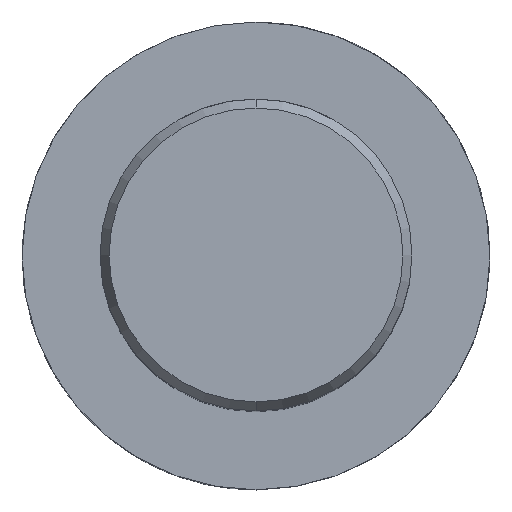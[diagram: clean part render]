
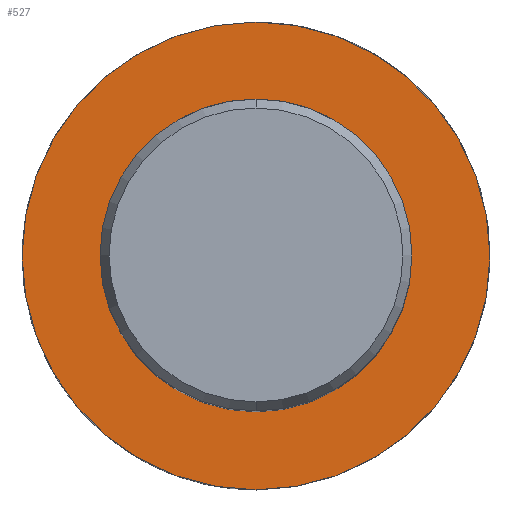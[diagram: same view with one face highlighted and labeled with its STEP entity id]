
A CAD part, top view. The second image highlights one B-rep face of the part: STEP entity #527.
In plain terms, the highlighted planar face has unit normal (0, 0, 1).
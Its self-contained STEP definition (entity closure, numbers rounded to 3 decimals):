
#527=ADVANCED_FACE('',(#1345,#1346),#1347,.T.);
#647=VERTEX_POINT('',#1475);
#737=EDGE_CURVE('',#1017,#1183,#1572,.T.);
#741=EDGE_CURVE('',#947,#647,#1576,.T.);
#807=EDGE_CURVE('',#647,#947,#1648,.T.);
#947=VERTEX_POINT('',#1803);
#1017=VERTEX_POINT('',#1882);
#1183=VERTEX_POINT('',#2066);
#1187=EDGE_CURVE('',#1183,#1017,#2070,.T.);
#1345=FACE_BOUND('',#2390,.T.);
#1346=FACE_OUTER_BOUND('',#2391,.T.);
#1347=PLANE('',#2392);
#1475=CARTESIAN_POINT('',(0.0,30.0,-70.0));
#1572=CIRCLE('',#3366,20.0);
#1576=CIRCLE('',#3373,30.0);
#1648=CIRCLE('',#3501,30.0);
#1803=CARTESIAN_POINT('',(0.,-30.0,-70.0));
#1882=CARTESIAN_POINT('',(0.0,20.0,-70.0));
#2066=CARTESIAN_POINT('',(0.,-20.0,-70.0));
#2070=CIRCLE('',#5091,20.0);
#2390=EDGE_LOOP('',(#5280,#5281));
#2391=EDGE_LOOP('',(#5282,#5283));
#2392=AXIS2_PLACEMENT_3D('',#5284,#5285,#5286);
#3366=AXIS2_PLACEMENT_3D('',#5468,#5469,#5470);
#3373=AXIS2_PLACEMENT_3D('',#5472,#5473,#5474);
#3501=AXIS2_PLACEMENT_3D('',#5558,#5559,#5560);
#5091=AXIS2_PLACEMENT_3D('',#6088,#6089,#6090);
#5280=ORIENTED_EDGE('',*,*,#737,.T.);
#5281=ORIENTED_EDGE('',*,*,#1187,.T.);
#5282=ORIENTED_EDGE('',*,*,#807,.F.);
#5283=ORIENTED_EDGE('',*,*,#741,.F.);
#5284=CARTESIAN_POINT('',(0.0,15.0,-70.0));
#5285=DIRECTION('',(-0.0,0.0,1.0));
#5286=DIRECTION('',(0.0,-1.0,0.0));
#5468=CARTESIAN_POINT('',(0.0,0.0,-70.0));
#5469=DIRECTION('',(-0.0,0.0,-1.0));
#5470=DIRECTION('',(0.0,1.0,0.0));
#5472=CARTESIAN_POINT('',(0.0,0.0,-70.0));
#5473=DIRECTION('',(0.0,0.0,-1.0));
#5474=DIRECTION('',(0.0,1.0,0.0));
#5558=CARTESIAN_POINT('',(0.0,0.0,-70.0));
#5559=DIRECTION('',(0.0,0.0,-1.0));
#5560=DIRECTION('',(0.0,1.0,0.0));
#6088=CARTESIAN_POINT('',(0.0,0.0,-70.0));
#6089=DIRECTION('',(-0.0,0.0,-1.0));
#6090=DIRECTION('',(0.0,1.0,0.0));
